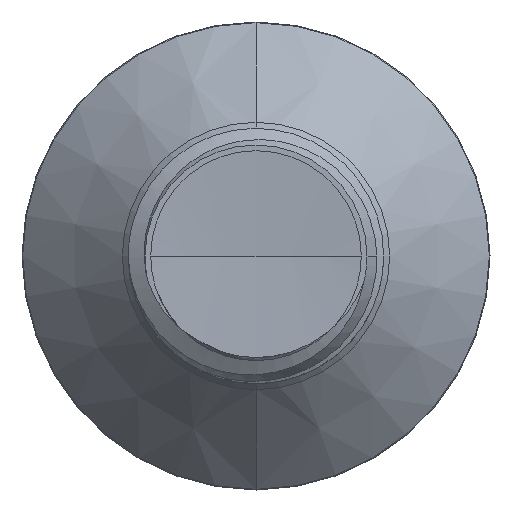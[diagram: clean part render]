
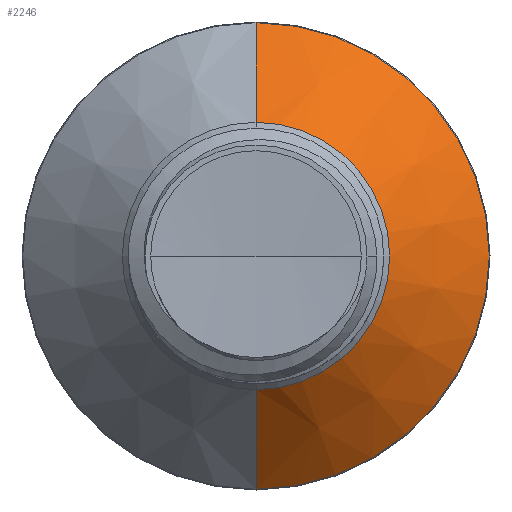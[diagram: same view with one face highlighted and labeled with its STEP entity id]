
A CAD part, front view. The second image highlights one B-rep face of the part: STEP entity #2246.
In plain terms, the highlighted conical face has half-angle 45 degrees and reference radius 3.141 mm.
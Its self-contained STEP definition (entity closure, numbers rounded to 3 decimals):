
#681 = VECTOR ( 'NONE', #9572, 1000. ) ;
#980 = CARTESIAN_POINT ( 'NONE',  ( 0., 9.31, 5.483 ) ) ;
#2246 = ADVANCED_FACE ( 'NONE', ( #18924 ), #3065, .T. ) ;
#2757 = DIRECTION ( 'NONE',  ( 0., 1., 0. ) ) ;
#2999 = ORIENTED_EDGE ( 'NONE', *, *, #14683, .F. ) ;
#3065 = CONICAL_SURFACE ( 'NONE', #8817, 3.141, 0.785 ) ;
#3379 = EDGE_LOOP ( 'NONE', ( #11068, #18185, #2999, #7316 ) ) ;
#3617 = CARTESIAN_POINT ( 'NONE',  ( 0., 6.969, -3.141 ) ) ;
#3982 = DIRECTION ( 'NONE',  ( 0., 0.707, 0.707 ) ) ;
#5145 = DIRECTION ( 'NONE',  ( 0., 1., 0. ) ) ;
#6816 = VERTEX_POINT ( 'NONE', #980 ) ;
#7316 = ORIENTED_EDGE ( 'NONE', *, *, #15275, .F. ) ;
#7892 = AXIS2_PLACEMENT_3D ( 'NONE', #14432, #5145, #15778 ) ;
#8380 = DIRECTION ( 'NONE',  ( 0., 1., 0. ) ) ;
#8383 = DIRECTION ( 'NONE',  ( 0., 0., 1. ) ) ;
#8513 = CARTESIAN_POINT ( 'NONE',  ( 0., 6.969, 0. ) ) ;
#8817 = AXIS2_PLACEMENT_3D ( 'NONE', #8513, #8380, #8383 ) ;
#9187 = VERTEX_POINT ( 'NONE', #10485 ) ;
#9572 = DIRECTION ( 'NONE',  ( 0., 0.707, -0.707 ) ) ;
#10485 = CARTESIAN_POINT ( 'NONE',  ( 0., 9.31, -5.483 ) ) ;
#10495 = EDGE_CURVE ( 'NONE', #15670, #10814, #18706, .T. ) ;
#10553 = CIRCLE ( 'NONE', #7892, 5.483 ) ;
#10814 = VERTEX_POINT ( 'NONE', #3617 ) ;
#11068 = ORIENTED_EDGE ( 'NONE', *, *, #10495, .T. ) ;
#11169 = CARTESIAN_POINT ( 'NONE',  ( 0., 6.969, -3.141 ) ) ;
#12388 = CARTESIAN_POINT ( 'NONE',  ( 0., 6.969, 0. ) ) ;
#13438 = LINE ( 'NONE', #11169, #681 ) ;
#13835 = DIRECTION ( 'NONE',  ( 0., 0., 1. ) ) ;
#14127 = EDGE_CURVE ( 'NONE', #10814, #9187, #13438, .T. ) ;
#14432 = CARTESIAN_POINT ( 'NONE',  ( 0., 9.31, 0. ) ) ;
#14683 = EDGE_CURVE ( 'NONE', #6816, #9187, #10553, .T. ) ;
#15275 = EDGE_CURVE ( 'NONE', #15670, #6816, #16351, .T. ) ;
#15670 = VERTEX_POINT ( 'NONE', #19064 ) ;
#15778 = DIRECTION ( 'NONE',  ( 0., 0., 1. ) ) ;
#15940 = VECTOR ( 'NONE', #3982, 1000. ) ;
#16351 = LINE ( 'NONE', #18558, #15940 ) ;
#18185 = ORIENTED_EDGE ( 'NONE', *, *, #14127, .T. ) ;
#18558 = CARTESIAN_POINT ( 'NONE',  ( 0., 6.969, 3.141 ) ) ;
#18688 = AXIS2_PLACEMENT_3D ( 'NONE', #12388, #2757, #13835 ) ;
#18706 = CIRCLE ( 'NONE', #18688, 3.141 ) ;
#18924 = FACE_OUTER_BOUND ( 'NONE', #3379, .T. ) ;
#19064 = CARTESIAN_POINT ( 'NONE',  ( 0., 6.969, 3.141 ) ) ;
